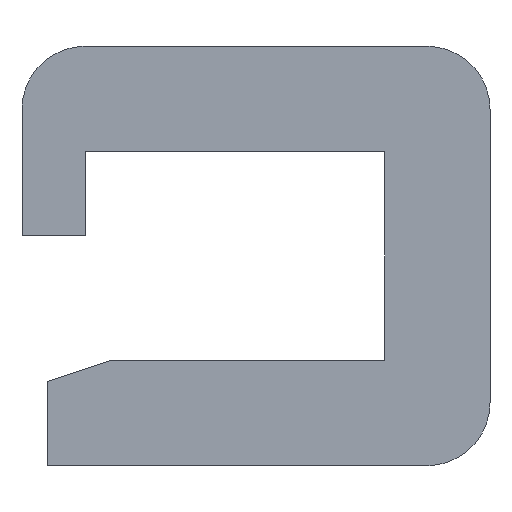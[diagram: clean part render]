
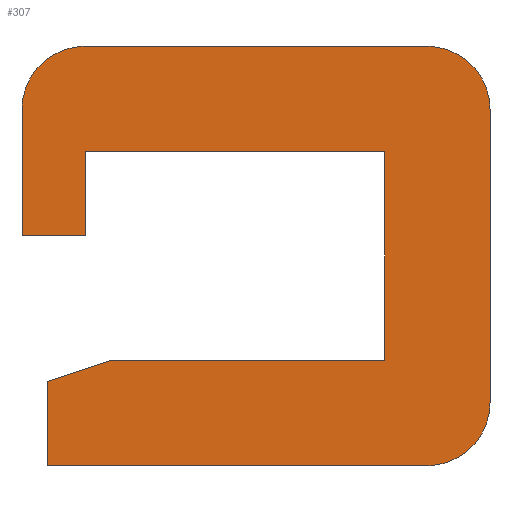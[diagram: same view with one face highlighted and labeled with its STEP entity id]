
A CAD part, front view. The second image highlights one B-rep face of the part: STEP entity #307.
In plain terms, the highlighted planar face has unit normal (0, -1, 0).
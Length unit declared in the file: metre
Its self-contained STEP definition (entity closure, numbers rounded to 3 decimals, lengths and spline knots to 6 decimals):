
#12=CIRCLE('',#327,0.0015);
#14=CIRCLE('',#331,0.0015);
#16=CIRCLE('',#335,0.0015);
#91=ORIENTED_EDGE('',*,*,#144,.F.);
#92=ORIENTED_EDGE('',*,*,#106,.F.);
#93=ORIENTED_EDGE('',*,*,#110,.F.);
#94=ORIENTED_EDGE('',*,*,#113,.F.);
#95=ORIENTED_EDGE('',*,*,#116,.F.);
#96=ORIENTED_EDGE('',*,*,#119,.F.);
#97=ORIENTED_EDGE('',*,*,#121,.T.);
#98=ORIENTED_EDGE('',*,*,#125,.F.);
#99=ORIENTED_EDGE('',*,*,#127,.T.);
#100=ORIENTED_EDGE('',*,*,#131,.F.);
#101=ORIENTED_EDGE('',*,*,#133,.T.);
#102=ORIENTED_EDGE('',*,*,#137,.F.);
#103=ORIENTED_EDGE('',*,*,#143,.F.);
#104=ORIENTED_EDGE('',*,*,#146,.F.);
#106=EDGE_CURVE('',#147,#149,#176,.T.);
#110=EDGE_CURVE('',#151,#147,#180,.T.);
#113=EDGE_CURVE('',#153,#151,#183,.T.);
#116=EDGE_CURVE('',#155,#153,#186,.T.);
#119=EDGE_CURVE('',#157,#155,#189,.T.);
#121=EDGE_CURVE('',#157,#159,#12,.T.);
#125=EDGE_CURVE('',#161,#159,#193,.T.);
#127=EDGE_CURVE('',#161,#163,#14,.T.);
#131=EDGE_CURVE('',#165,#163,#197,.T.);
#133=EDGE_CURVE('',#165,#167,#16,.T.);
#137=EDGE_CURVE('',#169,#167,#201,.T.);
#143=EDGE_CURVE('',#173,#169,#207,.T.);
#144=EDGE_CURVE('',#149,#174,#208,.T.);
#146=EDGE_CURVE('',#174,#173,#210,.T.);
#147=VERTEX_POINT('',#428);
#149=VERTEX_POINT('',#431);
#151=VERTEX_POINT('',#437);
#153=VERTEX_POINT('',#443);
#155=VERTEX_POINT('',#449);
#157=VERTEX_POINT('',#455);
#159=VERTEX_POINT('',#461);
#161=VERTEX_POINT('',#467);
#163=VERTEX_POINT('',#473);
#165=VERTEX_POINT('',#479);
#167=VERTEX_POINT('',#485);
#169=VERTEX_POINT('',#491);
#173=VERTEX_POINT('',#503);
#174=VERTEX_POINT('',#507);
#176=LINE('',#430,#212);
#180=LINE('',#439,#216);
#183=LINE('',#445,#219);
#186=LINE('',#451,#222);
#189=LINE('',#457,#225);
#193=LINE('',#469,#229);
#197=LINE('',#481,#233);
#201=LINE('',#493,#237);
#207=LINE('',#504,#243);
#208=LINE('',#506,#244);
#210=LINE('',#510,#246);
#212=VECTOR('',#348,1.);
#216=VECTOR('',#354,1.);
#219=VECTOR('',#359,1.);
#222=VECTOR('',#364,1.);
#225=VECTOR('',#369,1.);
#229=VECTOR('',#381,1.);
#233=VECTOR('',#393,1.);
#237=VECTOR('',#405,1.);
#243=VECTOR('',#415,1.);
#244=VECTOR('',#418,1.);
#246=VECTOR('',#422,1.);
#262=EDGE_LOOP('',(#91,#92,#93,#94,#95,#96,#97,#98,#99,#100,#101,#102,#103,
#104));
#278=FACE_BOUND('',#262,.T.);
#291=PLANE('',#342);
#307=ADVANCED_FACE('',(#278),#291,.T.);
#327=AXIS2_PLACEMENT_3D('',#460,#373,#374);
#331=AXIS2_PLACEMENT_3D('',#472,#385,#386);
#335=AXIS2_PLACEMENT_3D('',#484,#397,#398);
#342=AXIS2_PLACEMENT_3D('',#511,#423,#424);
#348=DIRECTION('',(0.,0.,1.));
#354=DIRECTION('',(1.,0.,0.));
#359=DIRECTION('',(0.949,0.,0.316));
#364=DIRECTION('',(0.,0.,1.));
#369=DIRECTION('',(-1.,0.,0.));
#373=DIRECTION('',(0.,-1.,0.));
#374=DIRECTION('',(0.,0.,-1.));
#381=DIRECTION('',(0.,0.,-1.));
#385=DIRECTION('',(0.,-1.,0.));
#386=DIRECTION('',(0.,0.,-1.));
#393=DIRECTION('',(1.,0.,0.));
#397=DIRECTION('',(0.,-1.,0.));
#398=DIRECTION('',(0.,0.,-1.));
#405=DIRECTION('',(0.,0.,1.));
#415=DIRECTION('',(-1.,0.,0.));
#418=DIRECTION('',(-1.,0.,0.));
#422=DIRECTION('',(0.,0.,-1.));
#423=DIRECTION('',(0.,-1.,0.));
#424=DIRECTION('',(0.,0.,-1.));
#428=CARTESIAN_POINT('',(0.0471,-0.02305,-0.00895));
#430=CARTESIAN_POINT('',(0.0471,-0.02305,-0.006475));
#431=CARTESIAN_POINT('',(0.0471,-0.02305,-0.004));
#437=CARTESIAN_POINT('',(0.0406,-0.02305,-0.00895));
#439=CARTESIAN_POINT('',(0.04385,-0.02305,-0.00895));
#443=CARTESIAN_POINT('',(0.0391,-0.02305,-0.00945));
#445=CARTESIAN_POINT('',(0.03985,-0.02305,-0.0092));
#449=CARTESIAN_POINT('',(0.0391,-0.02305,-0.01145));
#451=CARTESIAN_POINT('',(0.0391,-0.02305,-0.01045));
#455=CARTESIAN_POINT('',(0.0481,-0.02305,-0.01145));
#457=CARTESIAN_POINT('',(0.0436,-0.02305,-0.01145));
#460=CARTESIAN_POINT('',(0.0481,-0.02305,-0.00995));
#461=CARTESIAN_POINT('',(0.0496,-0.02305,-0.00995));
#467=CARTESIAN_POINT('',(0.0496,-0.02305,-0.003));
#469=CARTESIAN_POINT('',(0.0496,-0.02305,-0.006475));
#472=CARTESIAN_POINT('',(0.0481,-0.02305,-0.003));
#473=CARTESIAN_POINT('',(0.0481,-0.02305,-0.0015));
#479=CARTESIAN_POINT('',(0.04,-0.02305,-0.0015));
#481=CARTESIAN_POINT('',(0.04405,-0.02305,-0.0015));
#484=CARTESIAN_POINT('',(0.04,-0.02305,-0.003));
#485=CARTESIAN_POINT('',(0.0385,-0.02305,-0.003));
#491=CARTESIAN_POINT('',(0.0385,-0.02305,-0.006));
#493=CARTESIAN_POINT('',(0.0385,-0.02305,-0.0045));
#503=CARTESIAN_POINT('',(0.04,-0.02305,-0.006));
#504=CARTESIAN_POINT('',(0.03925,-0.02305,-0.006));
#506=CARTESIAN_POINT('',(0.04355,-0.02305,-0.004));
#507=CARTESIAN_POINT('',(0.04,-0.02305,-0.004));
#510=CARTESIAN_POINT('',(0.04,-0.02305,-0.005));
#511=CARTESIAN_POINT('',(0.04825,-0.02305,-0.006));
